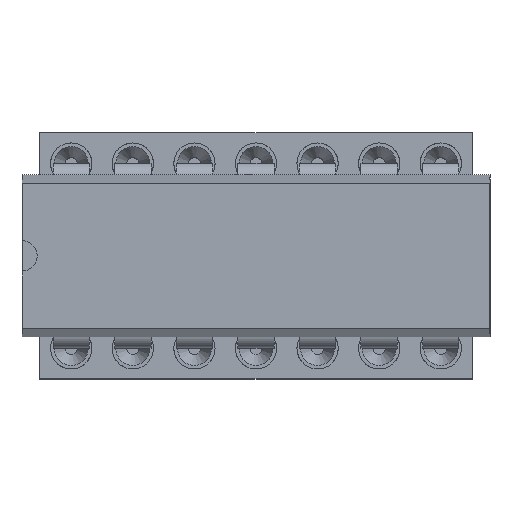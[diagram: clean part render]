
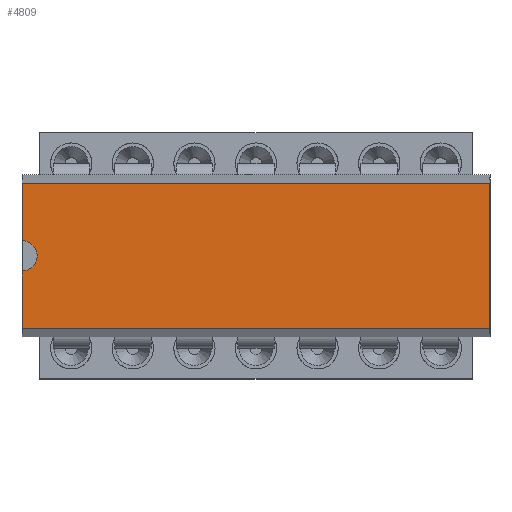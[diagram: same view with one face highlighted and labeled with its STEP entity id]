
A CAD part, top view. The second image highlights one B-rep face of the part: STEP entity #4809.
In plain terms, the highlighted face is planar.
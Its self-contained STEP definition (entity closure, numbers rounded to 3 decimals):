
#63 = DIRECTION ( 'NONE',  ( 0., 0., 1. ) ) ;
#218 = CARTESIAN_POINT ( 'NONE',  ( -3., 1.65, -19.3 ) ) ;
#511 = EDGE_LOOP ( 'NONE', ( #5377, #5038, #3381, #1732, #4422, #849, #2655 ) ) ;
#849 = ORIENTED_EDGE ( 'NONE', *, *, #1430, .T. ) ;
#975 = LINE ( 'NONE', #5958, #2353 ) ;
#1375 = AXIS2_PLACEMENT_3D ( 'NONE', #1676, #5808, #2269 ) ;
#1418 = CIRCLE ( 'NONE', #5317, 0.625 ) ;
#1430 = EDGE_CURVE ( 'NONE', #4320, #2927, #7503, .T. ) ;
#1676 = CARTESIAN_POINT ( 'NONE',  ( 0., 1.65, 0. ) ) ;
#1732 = ORIENTED_EDGE ( 'NONE', *, *, #6932, .T. ) ;
#1818 = CARTESIAN_POINT ( 'NONE',  ( 0., 1.65, 0. ) ) ;
#2239 = CARTESIAN_POINT ( 'NONE',  ( 3., 1.65, 0. ) ) ;
#2269 = DIRECTION ( 'NONE',  ( 0., 0., -1. ) ) ;
#2293 = CARTESIAN_POINT ( 'NONE',  ( 0., 1.65, -19.3 ) ) ;
#2353 = VECTOR ( 'NONE', #63, 1000. ) ;
#2456 = VECTOR ( 'NONE', #2798, 1000. ) ;
#2626 = DIRECTION ( 'NONE',  ( 0., -1., 0. ) ) ;
#2655 = ORIENTED_EDGE ( 'NONE', *, *, #4855, .T. ) ;
#2798 = DIRECTION ( 'NONE',  ( 0., 0., -1. ) ) ;
#2845 = DIRECTION ( 'NONE',  ( 0., 0., 1. ) ) ;
#2858 = LINE ( 'NONE', #1818, #5998 ) ;
#2927 = VERTEX_POINT ( 'NONE', #6957 ) ;
#3097 = EDGE_CURVE ( 'NONE', #3623, #7548, #975, .T. ) ;
#3340 = CARTESIAN_POINT ( 'NONE',  ( 0.625, 1.65, 0. ) ) ;
#3381 = ORIENTED_EDGE ( 'NONE', *, *, #5450, .T. ) ;
#3623 = VERTEX_POINT ( 'NONE', #218 ) ;
#3651 = VERTEX_POINT ( 'NONE', #3776 ) ;
#3776 = CARTESIAN_POINT ( 'NONE',  ( -0.625, 1.65, 0. ) ) ;
#3811 = EDGE_CURVE ( 'NONE', #4320, #6351, #5312, .T. ) ;
#3918 = LINE ( 'NONE', #2293, #7016 ) ;
#3999 = CARTESIAN_POINT ( 'NONE',  ( 3., 1.65, 0. ) ) ;
#4279 = CARTESIAN_POINT ( 'NONE',  ( -3., 1.65, 0. ) ) ;
#4320 = VERTEX_POINT ( 'NONE', #5573 ) ;
#4422 = ORIENTED_EDGE ( 'NONE', *, *, #3811, .F. ) ;
#4809 = ADVANCED_FACE ( 'NONE', ( #6739 ), #6336, .T. ) ;
#4855 = EDGE_CURVE ( 'NONE', #2927, #3623, #3918, .T. ) ;
#5038 = ORIENTED_EDGE ( 'NONE', *, *, #5916, .F. ) ;
#5312 = LINE ( 'NONE', #6780, #6465 ) ;
#5317 = AXIS2_PLACEMENT_3D ( 'NONE', #6163, #2626, #6726 ) ;
#5377 = ORIENTED_EDGE ( 'NONE', *, *, #3097, .T. ) ;
#5450 = EDGE_CURVE ( 'NONE', #3651, #6669, #1418, .T. ) ;
#5573 = CARTESIAN_POINT ( 'NONE',  ( 3., 1.65, 0. ) ) ;
#5659 = DIRECTION ( 'NONE',  ( -1., 0., 0. ) ) ;
#5808 = DIRECTION ( 'NONE',  ( 0., -1., 0. ) ) ;
#5826 = CIRCLE ( 'NONE', #1375, 0.625 ) ;
#5916 = EDGE_CURVE ( 'NONE', #3651, #7548, #2858, .T. ) ;
#5953 = DIRECTION ( 'NONE',  ( -1., 0., 0. ) ) ;
#5958 = CARTESIAN_POINT ( 'NONE',  ( -3., 1.65, 0. ) ) ;
#5998 = VECTOR ( 'NONE', #5953, 1000. ) ;
#6038 = AXIS2_PLACEMENT_3D ( 'NONE', #2239, #6357, #2845 ) ;
#6163 = CARTESIAN_POINT ( 'NONE',  ( 0., 1.65, 0. ) ) ;
#6336 = PLANE ( 'NONE',  #6038 ) ;
#6351 = VERTEX_POINT ( 'NONE', #3340 ) ;
#6357 = DIRECTION ( 'NONE',  ( 0., 1., 0. ) ) ;
#6465 = VECTOR ( 'NONE', #5659, 1000. ) ;
#6669 = VERTEX_POINT ( 'NONE', #7326 ) ;
#6726 = DIRECTION ( 'NONE',  ( 0., 0., -1. ) ) ;
#6739 = FACE_OUTER_BOUND ( 'NONE', #511, .T. ) ;
#6780 = CARTESIAN_POINT ( 'NONE',  ( 0., 1.65, 0. ) ) ;
#6932 = EDGE_CURVE ( 'NONE', #6669, #6351, #5826, .T. ) ;
#6957 = CARTESIAN_POINT ( 'NONE',  ( 3., 1.65, -19.3 ) ) ;
#7016 = VECTOR ( 'NONE', #7533, 1000. ) ;
#7326 = CARTESIAN_POINT ( 'NONE',  ( 0., 1.65, -0.625 ) ) ;
#7503 = LINE ( 'NONE', #3999, #2456 ) ;
#7533 = DIRECTION ( 'NONE',  ( -1., 0., 0. ) ) ;
#7548 = VERTEX_POINT ( 'NONE', #4279 ) ;
